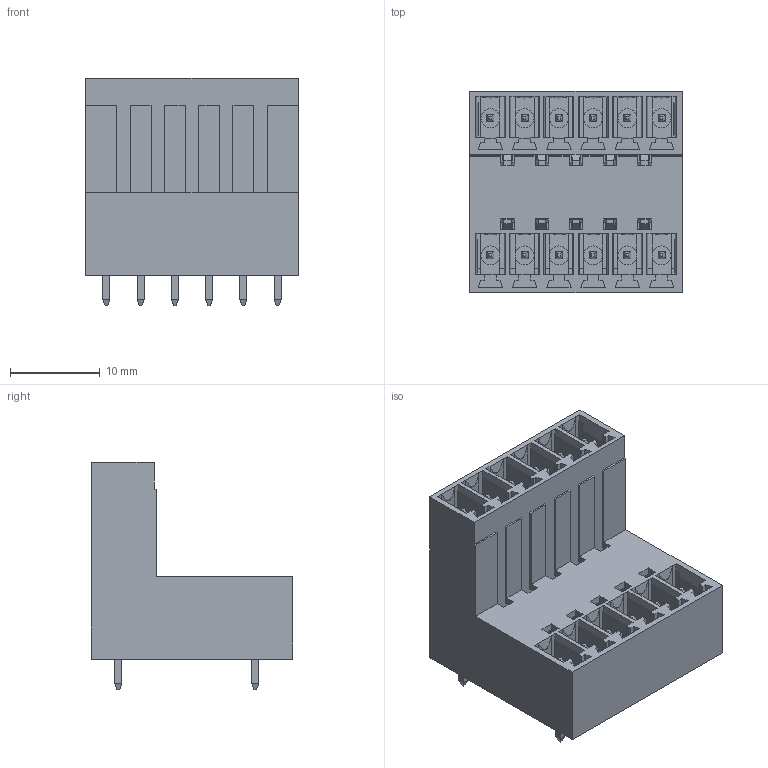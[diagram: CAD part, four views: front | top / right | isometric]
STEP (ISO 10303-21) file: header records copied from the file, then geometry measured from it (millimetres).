
FILE_DESCRIPTION( ( 'Unknown' ), '1' );
FILE_NAME( '691356300012B.stp', 'Unknown', ( 'Unknown' ), ( 'Unknown' ), 'PSStep 19.0.9', 'Unknown', ' ' );
FILE_SCHEMA( ( 'AUTOMOTIVE_DESIGN { 1 0 10303 214 1 1 1 1 }' ) );
Length unit declared in the file: millimetre
Products named in the file (5): Assem1; 6913563000xxB_PIN; 6913563000xxB_PIN LONGUE; 691356300012B_CAPOT; 691356300012B
Assembly tree (14 placements, depth 2):
  Assem1
    6913563000xxB_PIN  x6
    6913563000xxB_PIN LONGUE  x6
    691356300012B_CAPOT
    691356300012B
Bounding box: 23.65 x 22.4 x 25.3 mm (x, y, z)
Volume: 3063.2 mm3; surface area: 8399.5 mm2
Topology: 14 solids, 14 shells, 863 faces, 2290 edges, 1460 vertices
Faces by surface type: plane 839, cylinder 24
Full cylindrical faces by diameter (mm): 2.1 x12
Entity records: 28570 total; most frequent: CARTESIAN_POINT 4036, ORIENTED_EDGE 3996, DIRECTION 3534, EDGE_CURVE 1998, LINE 1938, VECTOR 1938, VERTEX_POINT 1300, EDGE_LOOP 808
